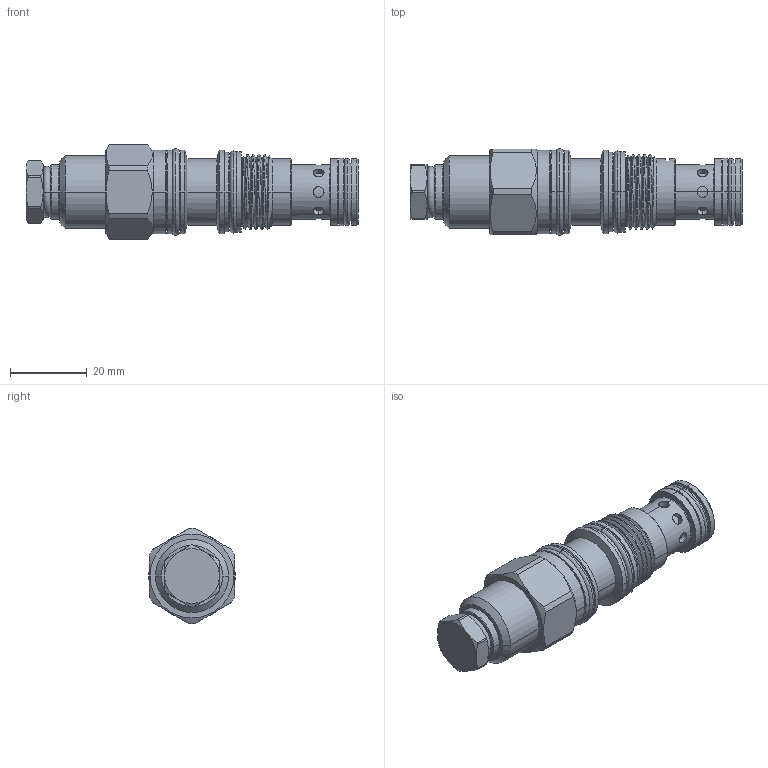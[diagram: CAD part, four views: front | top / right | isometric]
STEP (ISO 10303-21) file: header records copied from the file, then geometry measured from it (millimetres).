
FILE_DESCRIPTION (( 'STEP AP203' ), '1' );
FILE_NAME ('LB11A3S-N.STEP', '2020-04-08T07:18:37', ( '' ), ( '' ), 'SwSTEP 2.0', 'SolidWorks 2018', '' );
FILE_SCHEMA (( 'CONFIG_CONTROL_DESIGN' ));
Length unit declared in the file: millimetre
Products named in the file (1): LB11A3S-N
Bounding box: 86.43 x 22.56 x 24.79 mm (x, y, z)
Volume: 17330.3 mm3; surface area: 10970.5 mm2
Topology: 7 solids, 7 shells, 209 faces, 473 edges, 292 vertices
Faces by surface type: cylinder 98, cone 41, plane 38, torus 30, bspline 2
Entity records: 8744 total; most frequent: CARTESIAN_POINT 4028, DIRECTION 1002, ORIENTED_EDGE 946, EDGE_CURVE 473, AXIS2_PLACEMENT_3D 434, VERTEX_POINT 292, EDGE_LOOP 235, CIRCLE 226
